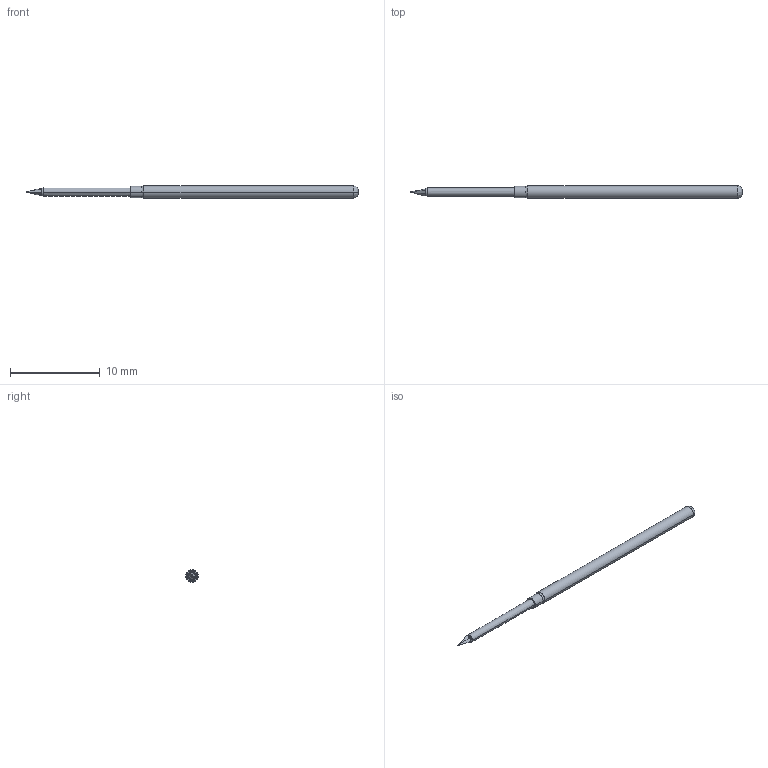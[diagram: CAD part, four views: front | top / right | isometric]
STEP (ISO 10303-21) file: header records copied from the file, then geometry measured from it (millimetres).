
FILE_DESCRIPTION (( 'STEP AP214' ), '1' );
FILE_NAME ('100-PR_4053_.STEP', '2014-07-14T12:43:00', ( 'spare' ), ( '' ), 'SwSTEP 2.0', 'SolidWorks 2014', '' );
FILE_SCHEMA (( 'AUTOMOTIVE_DESIGN' ));
Length unit declared in the file: inch
Products named in the file (1): 100-PR_4053_
Bounding box: 37.08 x 1.37 x 1.37 mm (x, y, z)
Volume: 43.8 mm3; surface area: 141.3 mm2
Topology: 1 solids, 1 shells, 31 faces, 71 edges, 43 vertices
Faces by surface type: plane 15, bspline 6, cone 6, cylinder 4
Entity records: 1376 total; most frequent: CARTESIAN_POINT 278, ORIENTED_EDGE 142, DIRECTION 135, EDGE_CURVE 71, AXIS2_PLACEMENT_3D 52, VERTEX_POINT 43, UNCERTAINTY_MEASURE_WITH_UNIT 34, LENGTH_MEASURE_WITH_UNIT 34
